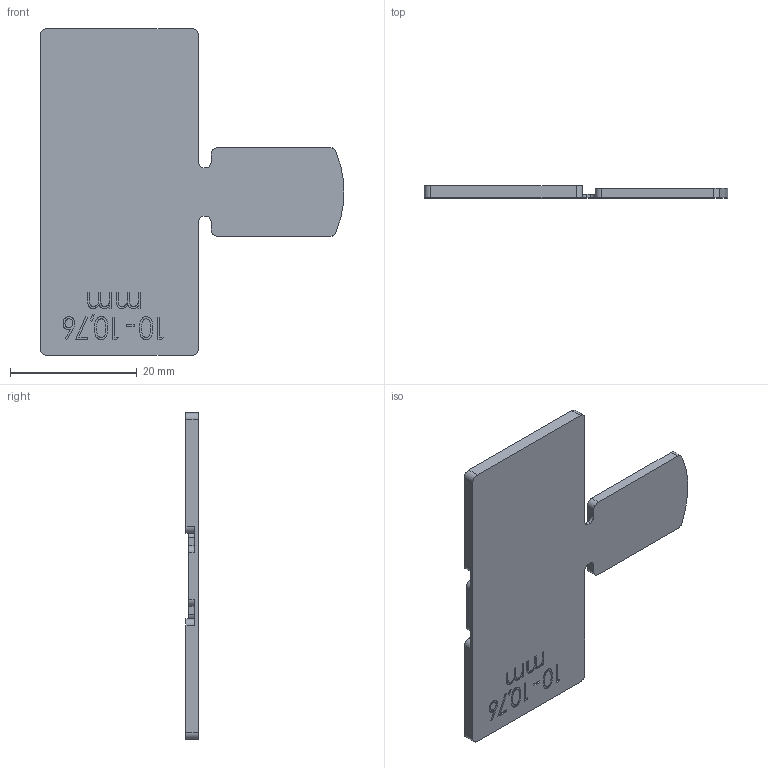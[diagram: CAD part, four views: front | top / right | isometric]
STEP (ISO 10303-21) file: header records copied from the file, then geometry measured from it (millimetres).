
FILE_DESCRIPTION (( 'STEP AP203' ), '1' );
FILE_NAME ('A19_07-011.STEP', '2019-06-05T06:35:38', ( '' ), ( '' ), 'SwSTEP 2.0', 'SolidWorks 2013', '' );
FILE_SCHEMA (( 'CONFIG_CONTROL_DESIGN' ));
Length unit declared in the file: millimetre
Products named in the file (1): A19_07-011
Bounding box: 47.95 x 1.9 x 51.5 mm (x, y, z)
Volume: 2652.5 mm3; surface area: 3669.3 mm2
Topology: 1 solids, 1 shells, 151 faces, 408 edges, 272 vertices
Faces by surface type: plane 85, bspline 45, cylinder 21
Entity records: 7619 total; most frequent: CARTESIAN_POINT 4005, ORIENTED_EDGE 816, DIRECTION 574, EDGE_CURVE 408, LINE 276, VECTOR 276, VERTEX_POINT 272, EDGE_LOOP 164
